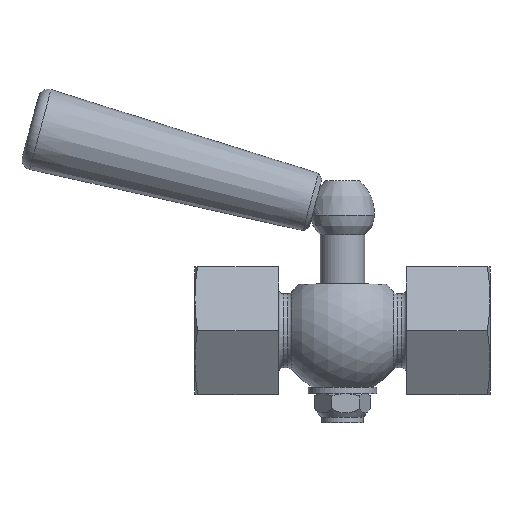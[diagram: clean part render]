
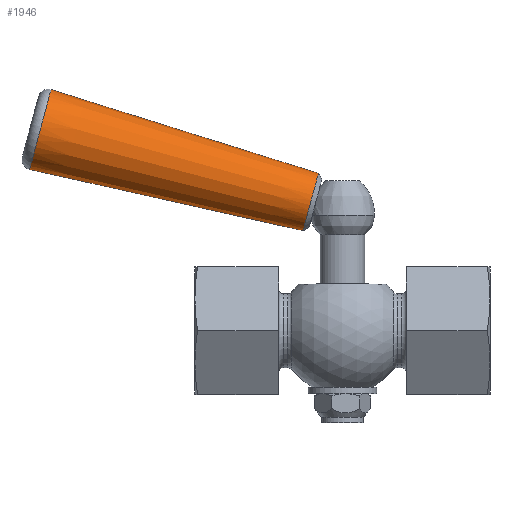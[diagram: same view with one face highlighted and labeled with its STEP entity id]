
A CAD part, top view. The second image highlights one B-rep face of the part: STEP entity #1946.
In plain terms, the highlighted conical face has half-angle 2.386 degrees and reference radius 7.25 mm.
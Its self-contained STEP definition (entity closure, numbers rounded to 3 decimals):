
#101=CONICAL_SURFACE('',#2174,7.25,0.042);
#283=FACE_OUTER_BOUND('',#428,.T.);
#428=EDGE_LOOP('',(#1698,#1699,#1700,#1701,#1702,#1703,#1704));
#550=CIRCLE('',#2170,6.042);
#551=CIRCLE('',#2171,6.042);
#553=CIRCLE('',#2175,8.413);
#554=CIRCLE('',#2176,8.413);
#555=CIRCLE('',#2177,8.413);
#644=LINE('',#4232,#726);
#726=VECTOR('',#2643,7.25);
#931=VERTEX_POINT('',#4222);
#932=VERTEX_POINT('',#4224);
#934=VERTEX_POINT('',#4231);
#935=VERTEX_POINT('',#4233);
#936=VERTEX_POINT('',#4235);
#1193=EDGE_CURVE('',#931,#932,#550,.T.);
#1194=EDGE_CURVE('',#932,#931,#551,.T.);
#1196=EDGE_CURVE('',#932,#934,#644,.T.);
#1197=EDGE_CURVE('',#935,#934,#553,.T.);
#1198=EDGE_CURVE('',#936,#935,#554,.T.);
#1199=EDGE_CURVE('',#934,#936,#555,.T.);
#1698=ORIENTED_EDGE('',*,*,#1193,.F.);
#1699=ORIENTED_EDGE('',*,*,#1194,.F.);
#1700=ORIENTED_EDGE('',*,*,#1196,.T.);
#1701=ORIENTED_EDGE('',*,*,#1197,.F.);
#1702=ORIENTED_EDGE('',*,*,#1198,.F.);
#1703=ORIENTED_EDGE('',*,*,#1199,.F.);
#1704=ORIENTED_EDGE('',*,*,#1196,.F.);
#1946=ADVANCED_FACE('',(#283),#101,.T.);
#2170=AXIS2_PLACEMENT_3D('',#4225,#2633,#2634);
#2171=AXIS2_PLACEMENT_3D('',#4226,#2635,#2636);
#2174=AXIS2_PLACEMENT_3D('',#4230,#2641,#2642);
#2175=AXIS2_PLACEMENT_3D('',#4234,#2644,#2645);
#2176=AXIS2_PLACEMENT_3D('',#4236,#2646,#2647);
#2177=AXIS2_PLACEMENT_3D('',#4237,#2648,#2649);
#2633=DIRECTION('center_axis',(0.966,-0.259,0.));
#2634=DIRECTION('ref_axis',(-0.258,-0.964,0.065));
#2635=DIRECTION('center_axis',(0.966,-0.259,0.));
#2636=DIRECTION('ref_axis',(-0.258,-0.964,0.065));
#2641=DIRECTION('center_axis',(-0.966,0.259,0.));
#2642=DIRECTION('ref_axis',(0.258,0.964,-0.065));
#2643=DIRECTION('',(-0.976,0.218,0.003));
#2644=DIRECTION('center_axis',(-0.966,0.259,0.));
#2645=DIRECTION('ref_axis',(-0.258,-0.964,0.065));
#2646=DIRECTION('center_axis',(-0.966,0.259,0.));
#2647=DIRECTION('ref_axis',(-0.258,-0.964,0.065));
#2648=DIRECTION('center_axis',(-0.966,0.259,0.));
#2649=DIRECTION('ref_axis',(-0.258,-0.964,0.065));
#4222=CARTESIAN_POINT('',(-4.883,32.01,-0.391));
#4224=CARTESIAN_POINT('',(-8.004,20.363,0.391));
#4225=CARTESIAN_POINT('Origin',(-6.444,26.187,0.));
#4226=CARTESIAN_POINT('Origin',(-6.444,26.187,0.));
#4230=CARTESIAN_POINT('Origin',(-34.456,33.693,0.));
#4231=CARTESIAN_POINT('',(-63.595,32.809,0.545));
#4232=CARTESIAN_POINT('',(-36.329,26.704,0.47));
#4233=CARTESIAN_POINT('',(-59.249,49.028,-0.545));
#4234=CARTESIAN_POINT('Origin',(-61.422,40.918,0.));
#4235=CARTESIAN_POINT('',(-61.281,41.444,8.396));
#4236=CARTESIAN_POINT('Origin',(-61.422,40.918,0.));
#4237=CARTESIAN_POINT('Origin',(-61.422,40.918,0.));
